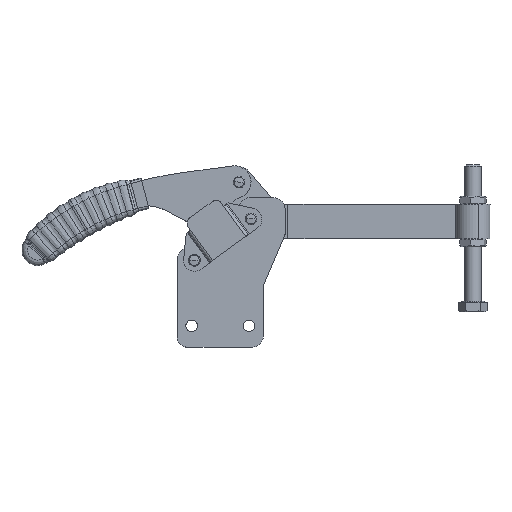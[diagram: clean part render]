
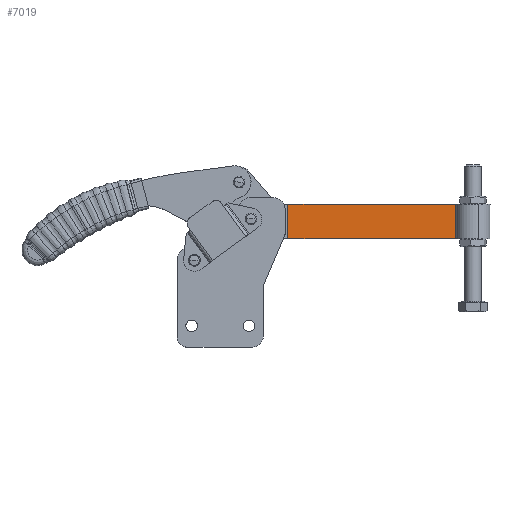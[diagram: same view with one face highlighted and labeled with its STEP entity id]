
A CAD part, top view. The second image highlights one B-rep face of the part: STEP entity #7019.
In plain terms, the highlighted planar face has unit normal (0, 0, 1).
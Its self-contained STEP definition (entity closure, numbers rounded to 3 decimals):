
#6839=CARTESIAN_POINT('',(148.813,69.652,15.));
#6840=VERTEX_POINT('',#6839);
#6847=CARTESIAN_POINT('',(25.822,71.16,15.));
#6848=VERTEX_POINT('',#6847);
#6849=CARTESIAN_POINT('',(148.813,69.652,15.));
#6850=DIRECTION('',(-1.,0.012,0.));
#6851=VECTOR('',#6850,123.);
#6852=LINE('',#6849,#6851);
#6853=EDGE_CURVE('',#6840,#6848,#6852,.T.);
#6880=CARTESIAN_POINT('',(26.129,96.158,15.));
#6881=VERTEX_POINT('',#6880);
#6895=CARTESIAN_POINT('',(26.129,96.158,15.));
#6896=DIRECTION('',(-0.012,-1.,0.0));
#6897=VECTOR('',#6896,25.);
#6898=LINE('',#6895,#6897);
#6899=EDGE_CURVE('',#6881,#6848,#6898,.T.);
#6977=CARTESIAN_POINT('',(149.119,94.65,15.));
#6978=VERTEX_POINT('',#6977);
#6979=CARTESIAN_POINT('',(26.129,96.158,15.));
#6980=DIRECTION('',(1.,-0.012,0.));
#6981=VECTOR('',#6980,123.);
#6982=LINE('',#6979,#6981);
#6983=EDGE_CURVE('',#6881,#6978,#6982,.T.);
#7003=CARTESIAN_POINT('',(60.502,87.513,15.));
#7004=DIRECTION('',(0.0,0.0,1.0));
#7005=DIRECTION('',(1.,-0.012,0.0));
#7006=AXIS2_PLACEMENT_3D('',#7003,#7004,#7005);
#7007=PLANE('',#7006);
#7008=ORIENTED_EDGE('',*,*,#6899,.T.);
#7009=ORIENTED_EDGE('',*,*,#6853,.F.);
#7010=CARTESIAN_POINT('',(149.119,94.65,15.));
#7011=DIRECTION('',(-0.012,-1.,0.0));
#7012=VECTOR('',#7011,25.);
#7013=LINE('',#7010,#7012);
#7014=EDGE_CURVE('',#6978,#6840,#7013,.T.);
#7015=ORIENTED_EDGE('',*,*,#7014,.F.);
#7016=ORIENTED_EDGE('',*,*,#6983,.F.);
#7017=EDGE_LOOP('',(#7008,#7009,#7015,#7016));
#7018=FACE_OUTER_BOUND('',#7017,.T.);
#7019=ADVANCED_FACE('',(#7018),#7007,.T.);
